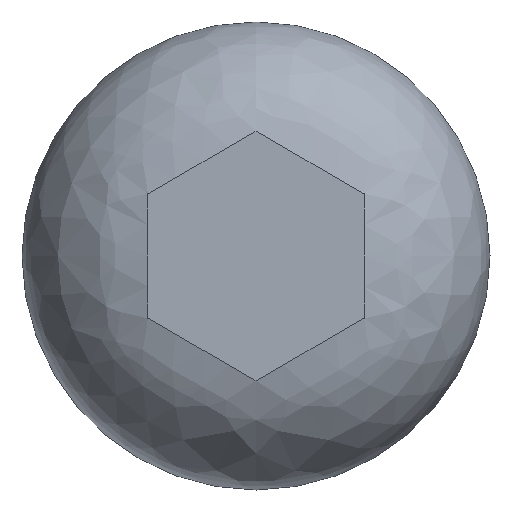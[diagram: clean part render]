
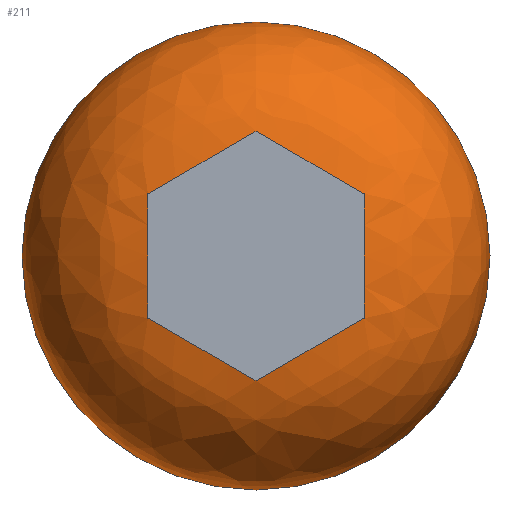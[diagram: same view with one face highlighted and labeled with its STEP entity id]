
A CAD part, front view. The second image highlights one B-rep face of the part: STEP entity #211.
In plain terms, the highlighted free-form (B-spline) face has degree [2, 2] with [3, 9] control points.
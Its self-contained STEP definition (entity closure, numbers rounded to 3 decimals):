
#58=FACE_OUTER_BOUND('',#71,.T.);
#71=EDGE_LOOP('',(#150,#151,#152,#153,#154,#155,#156,#157,#158,#159,#160));
#85=CIRCLE('',#247,6.5);
#86=CIRCLE('',#248,6.5);
#92=(
BOUNDED_CURVE()
B_SPLINE_CURVE(2,(#384,#385,#386),.UNSPECIFIED.,.F.,.F.)
B_SPLINE_CURVE_WITH_KNOTS((3,3),(-1.319,0.),
 .UNSPECIFIED.)
CURVE()
GEOMETRIC_REPRESENTATION_ITEM()
RATIONAL_B_SPLINE_CURVE((0.96,0.772,1.))
REPRESENTATION_ITEM('')
);
#93=B_SPLINE_CURVE_WITH_KNOTS('',3,(#351,#352,#353,#354),.UNSPECIFIED.,
 .F.,.F.,(4,4),(1.491,1.655),.UNSPECIFIED.);
#94=B_SPLINE_CURVE_WITH_KNOTS('',3,(#356,#357,#358,#359,#360,#361),
 .UNSPECIFIED.,.F.,.F.,(4,2,4),(1.327,1.491,1.655),
 .UNSPECIFIED.);
#95=B_SPLINE_CURVE_WITH_KNOTS('',3,(#363,#364,#365,#366,#367,#368),
 .UNSPECIFIED.,.F.,.F.,(4,2,4),(1.327,1.491,1.655),
 .UNSPECIFIED.);
#96=B_SPLINE_CURVE_WITH_KNOTS('',3,(#370,#371,#372,#373,#374,#375),
 .UNSPECIFIED.,.F.,.F.,(4,2,4),(1.327,1.491,1.655),
 .UNSPECIFIED.);
#97=B_SPLINE_CURVE_WITH_KNOTS('',3,(#377,#378,#379,#380,#381,#382),
 .UNSPECIFIED.,.F.,.F.,(4,2,4),(1.327,1.491,1.655),
 .UNSPECIFIED.);
#98=B_SPLINE_CURVE_WITH_KNOTS('',3,(#391,#392,#393,#394,#395,#396),
 .UNSPECIFIED.,.F.,.F.,(4,2,4),(1.327,1.491,1.655),
 .UNSPECIFIED.);
#99=B_SPLINE_CURVE_WITH_KNOTS('',3,(#397,#398,#399,#400),.UNSPECIFIED.,
 .F.,.F.,(4,4),(1.327,1.491),.UNSPECIFIED.);
#100=VERTEX_POINT('',#349);
#101=VERTEX_POINT('',#350);
#102=VERTEX_POINT('',#355);
#103=VERTEX_POINT('',#362);
#104=VERTEX_POINT('',#369);
#105=VERTEX_POINT('',#376);
#106=VERTEX_POINT('',#383);
#107=VERTEX_POINT('',#387);
#108=VERTEX_POINT('',#390);
#120=EDGE_CURVE('',#100,#101,#93,.T.);
#121=EDGE_CURVE('',#101,#102,#94,.T.);
#122=EDGE_CURVE('',#102,#103,#95,.T.);
#123=EDGE_CURVE('',#103,#104,#96,.T.);
#124=EDGE_CURVE('',#104,#105,#97,.T.);
#125=EDGE_CURVE('',#105,#106,#92,.T.);
#126=EDGE_CURVE('',#107,#106,#85,.T.);
#127=EDGE_CURVE('',#106,#107,#86,.T.);
#128=EDGE_CURVE('',#105,#108,#98,.T.);
#129=EDGE_CURVE('',#108,#100,#99,.T.);
#150=ORIENTED_EDGE('',*,*,#120,.T.);
#151=ORIENTED_EDGE('',*,*,#121,.T.);
#152=ORIENTED_EDGE('',*,*,#122,.T.);
#153=ORIENTED_EDGE('',*,*,#123,.T.);
#154=ORIENTED_EDGE('',*,*,#124,.T.);
#155=ORIENTED_EDGE('',*,*,#125,.T.);
#156=ORIENTED_EDGE('',*,*,#126,.F.);
#157=ORIENTED_EDGE('',*,*,#127,.F.);
#158=ORIENTED_EDGE('',*,*,#125,.F.);
#159=ORIENTED_EDGE('',*,*,#128,.T.);
#160=ORIENTED_EDGE('',*,*,#129,.T.);
#210=(
BOUNDED_SURFACE()
B_SPLINE_SURFACE(2,2,((#322,#323,#324,#325,#326,#327,#328,#329,#330),(#331,
#332,#333,#334,#335,#336,#337,#338,#339),(#340,#341,#342,#343,#344,#345,
#346,#347,#348)),.UNSPECIFIED.,.F.,.T.,.F.)
B_SPLINE_SURFACE_WITH_KNOTS((3,3),(3,2,2,2,3),(0.,1.445),
(-3.142,-1.571,0.,1.571,3.142),
 .UNSPECIFIED.)
GEOMETRIC_REPRESENTATION_ITEM()
RATIONAL_B_SPLINE_SURFACE(((1.,0.707,1.,0.707,1.,
0.707,1.,0.707,1.),(0.75,0.53,
0.75,0.53,0.75,0.53,
0.75,0.53,0.75),(1.,0.707,
1.,0.707,1.,0.707,1.,0.707,1.)))
REPRESENTATION_ITEM('')
SURFACE()
);
#211=ADVANCED_FACE('',(#58),#210,.F.);
#247=AXIS2_PLACEMENT_3D('',#388,#268,#269);
#248=AXIS2_PLACEMENT_3D('',#389,#270,#271);
#268=DIRECTION('center_axis',(0.,1.,0.));
#269=DIRECTION('ref_axis',(1.,0.,0.));
#270=DIRECTION('center_axis',(0.,1.,0.));
#271=DIRECTION('ref_axis',(1.,0.,0.));
#322=CARTESIAN_POINT('Ctrl Pts',(0.,-1.,
6.5));
#323=CARTESIAN_POINT('Ctrl Pts',(-6.5,-1.,6.5));
#324=CARTESIAN_POINT('Ctrl Pts',(-6.5,-1.,0.));
#325=CARTESIAN_POINT('Ctrl Pts',(-6.5,-1.,-6.5));
#326=CARTESIAN_POINT('Ctrl Pts',(0.,-1.,
-6.5));
#327=CARTESIAN_POINT('Ctrl Pts',(6.5,-1.,-6.5));
#328=CARTESIAN_POINT('Ctrl Pts',(6.5,-1.,0.));
#329=CARTESIAN_POINT('Ctrl Pts',(6.5,-1.,6.5));
#330=CARTESIAN_POINT('Ctrl Pts',(0.,-1.,
6.5));
#331=CARTESIAN_POINT('Ctrl Pts',(0.,-4.528,
6.5));
#332=CARTESIAN_POINT('Ctrl Pts',(-6.5,-4.528,6.5));
#333=CARTESIAN_POINT('Ctrl Pts',(-6.5,-4.528,0.));
#334=CARTESIAN_POINT('Ctrl Pts',(-6.5,-4.528,-6.5));
#335=CARTESIAN_POINT('Ctrl Pts',(0.,-4.528,
-6.5));
#336=CARTESIAN_POINT('Ctrl Pts',(6.5,-4.528,-6.5));
#337=CARTESIAN_POINT('Ctrl Pts',(6.5,-4.528,0.));
#338=CARTESIAN_POINT('Ctrl Pts',(6.5,-4.528,6.5));
#339=CARTESIAN_POINT('Ctrl Pts',(0.,-4.528,
6.5));
#340=CARTESIAN_POINT('Ctrl Pts',(0.,-4.969,
3.));
#341=CARTESIAN_POINT('Ctrl Pts',(-3.,-4.969,3.));
#342=CARTESIAN_POINT('Ctrl Pts',(-3.,-4.969,0.));
#343=CARTESIAN_POINT('Ctrl Pts',(-3.,-4.969,-3.));
#344=CARTESIAN_POINT('Ctrl Pts',(0.,-4.969,
-3.));
#345=CARTESIAN_POINT('Ctrl Pts',(3.,-4.969,-3.));
#346=CARTESIAN_POINT('Ctrl Pts',(3.,-4.969,0.));
#347=CARTESIAN_POINT('Ctrl Pts',(3.,-4.969,3.));
#348=CARTESIAN_POINT('Ctrl Pts',(0.,-4.969,
3.));
#349=CARTESIAN_POINT('',(3.,-4.969,0.));
#350=CARTESIAN_POINT('',(3.,-4.882,-1.732));
#351=CARTESIAN_POINT('Ctrl Pts',(3.,-4.969,0.));
#352=CARTESIAN_POINT('Ctrl Pts',(3.,-4.969,-0.546));
#353=CARTESIAN_POINT('Ctrl Pts',(3.,-4.955,-1.144));
#354=CARTESIAN_POINT('Ctrl Pts',(3.,-4.882,-1.732));
#355=CARTESIAN_POINT('',(0.,-4.882,-3.464));
#356=CARTESIAN_POINT('Ctrl Pts',(3.,-4.882,-1.732));
#357=CARTESIAN_POINT('Ctrl Pts',(2.491,-4.955,-2.026));
#358=CARTESIAN_POINT('Ctrl Pts',(1.973,-4.969,-2.325));
#359=CARTESIAN_POINT('Ctrl Pts',(1.027,-4.969,-2.871));
#360=CARTESIAN_POINT('Ctrl Pts',(0.509,-4.955,-3.17));
#361=CARTESIAN_POINT('Ctrl Pts',(0.,-4.882,
-3.464));
#362=CARTESIAN_POINT('',(-3.,-4.882,-1.732));
#363=CARTESIAN_POINT('Ctrl Pts',(0.,-4.882,
-3.464));
#364=CARTESIAN_POINT('Ctrl Pts',(-0.509,-4.955,-3.17));
#365=CARTESIAN_POINT('Ctrl Pts',(-1.027,-4.969,-2.871));
#366=CARTESIAN_POINT('Ctrl Pts',(-1.973,-4.969,-2.325));
#367=CARTESIAN_POINT('Ctrl Pts',(-2.491,-4.955,-2.026));
#368=CARTESIAN_POINT('Ctrl Pts',(-3.,-4.882,-1.732));
#369=CARTESIAN_POINT('',(-3.,-4.882,1.732));
#370=CARTESIAN_POINT('Ctrl Pts',(-3.,-4.882,-1.732));
#371=CARTESIAN_POINT('Ctrl Pts',(-3.,-4.955,-1.144));
#372=CARTESIAN_POINT('Ctrl Pts',(-3.,-4.969,-0.546));
#373=CARTESIAN_POINT('Ctrl Pts',(-3.,-4.969,0.546));
#374=CARTESIAN_POINT('Ctrl Pts',(-3.,-4.955,1.144));
#375=CARTESIAN_POINT('Ctrl Pts',(-3.,-4.882,1.732));
#376=CARTESIAN_POINT('',(0.,-4.882,3.464));
#377=CARTESIAN_POINT('Ctrl Pts',(-3.,-4.882,1.732));
#378=CARTESIAN_POINT('Ctrl Pts',(-2.491,-4.955,2.026));
#379=CARTESIAN_POINT('Ctrl Pts',(-1.973,-4.969,2.325));
#380=CARTESIAN_POINT('Ctrl Pts',(-1.027,-4.969,2.871));
#381=CARTESIAN_POINT('Ctrl Pts',(-0.509,-4.955,3.17));
#382=CARTESIAN_POINT('Ctrl Pts',(0.,-4.882,
3.464));
#383=CARTESIAN_POINT('',(0.,-1.,6.5));
#384=CARTESIAN_POINT('Ctrl Pts',(0.,-4.882,
3.464));
#385=CARTESIAN_POINT('Ctrl Pts',(0.,-4.128,
6.5));
#386=CARTESIAN_POINT('Ctrl Pts',(0.,-1.,
6.5));
#387=CARTESIAN_POINT('',(-6.5,-1.,0.));
#388=CARTESIAN_POINT('Origin',(0.,-1.,0.));
#389=CARTESIAN_POINT('Origin',(0.,-1.,0.));
#390=CARTESIAN_POINT('',(3.,-4.882,1.732));
#391=CARTESIAN_POINT('Ctrl Pts',(0.,-4.882,
3.464));
#392=CARTESIAN_POINT('Ctrl Pts',(0.509,-4.955,3.17));
#393=CARTESIAN_POINT('Ctrl Pts',(1.027,-4.969,2.871));
#394=CARTESIAN_POINT('Ctrl Pts',(1.973,-4.969,2.325));
#395=CARTESIAN_POINT('Ctrl Pts',(2.491,-4.955,2.026));
#396=CARTESIAN_POINT('Ctrl Pts',(3.,-4.882,1.732));
#397=CARTESIAN_POINT('Ctrl Pts',(3.,-4.882,1.732));
#398=CARTESIAN_POINT('Ctrl Pts',(3.,-4.955,1.144));
#399=CARTESIAN_POINT('Ctrl Pts',(3.,-4.969,0.546));
#400=CARTESIAN_POINT('Ctrl Pts',(3.,-4.969,0.));
